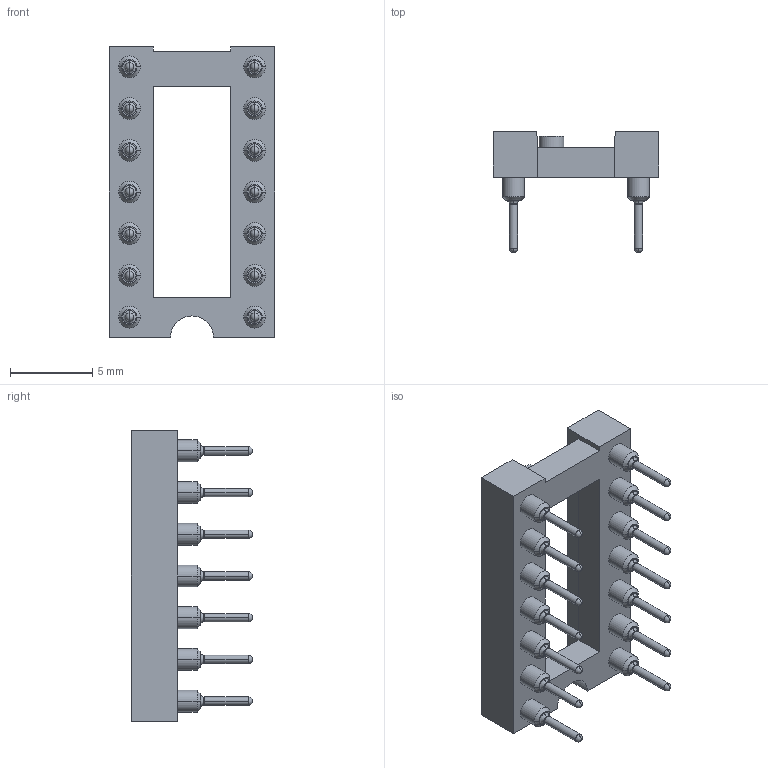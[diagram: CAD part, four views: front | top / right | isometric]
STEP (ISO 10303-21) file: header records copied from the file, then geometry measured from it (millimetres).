
FILE_DESCRIPTION(('STEP AP242'),'1');
FILE_NAME('dil_socket_110-87-314-41-001101.stp','2021-05-06T16:08:19',('TraceParts'),('TraceParts S.A.'),'Spatial InterOp 3D',' ',' ');
FILE_SCHEMA(('AP242_MANAGED_MODEL_BASED_3D_ENGINEERING_MIM_LF {1 0 10303 442 1 1 4}'));
Length unit declared in the file: millimetre
Products named in the file (1): dil_socket_110-87-314-41-001101
Bounding box: 10.1 x 7.37 x 17.7 mm (x, y, z)
Volume: 297.7 mm3; surface area: 874.6 mm2
Topology: 1 solids, 1 shells, 545 faces, 1214 edges, 686 vertices
Faces by surface type: cone 280, cylinder 117, torus 84, plane 64
Entity records: 19092 total; most frequent: DIRECTION 2974, CARTESIAN_POINT 2390, ORIENTED_EDGE 2316, AXIS2_PLACEMENT_3D 1270, EDGE_CURVE 1158, CIRCLE 724, VERTEX_POINT 686, EDGE_LOOP 618
